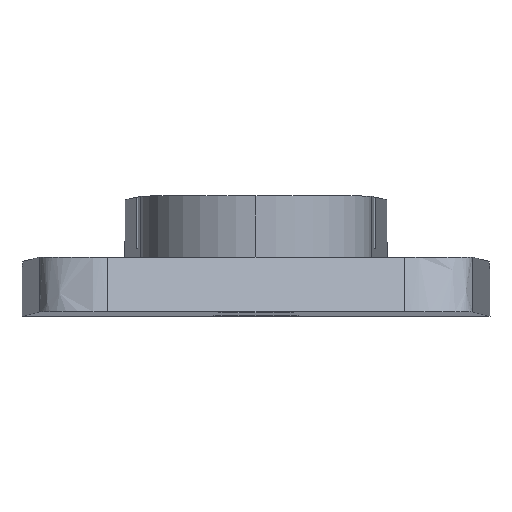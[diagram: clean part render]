
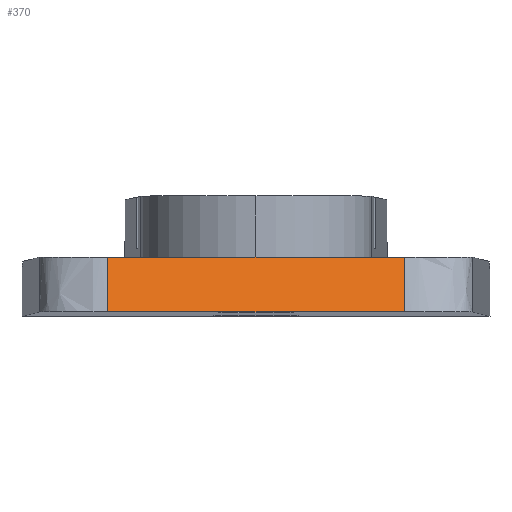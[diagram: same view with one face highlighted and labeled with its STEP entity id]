
A CAD part, top view. The second image highlights one B-rep face of the part: STEP entity #370.
In plain terms, the highlighted planar face has unit normal (0, 0.351, 0.936).
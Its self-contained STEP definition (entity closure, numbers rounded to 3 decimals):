
#4 = CARTESIAN_POINT ( 'NONE',  ( 10.877, 2.667, 90.998 ) ) ;
#53 = DIRECTION ( 'NONE',  ( 1., 0., 0. ) ) ;
#68 = CARTESIAN_POINT ( 'NONE',  ( 10.87, 0., 91.998 ) ) ;
#86 = ORIENTED_EDGE ( 'NONE', *, *, #719, .F. ) ;
#141 = DIRECTION ( 'NONE',  ( 0., -0.351, -0.936 ) ) ;
#154 = EDGE_CURVE ( 'NONE', #695, #917, #292, .T. ) ;
#165 = CARTESIAN_POINT ( 'NONE',  ( 10.88, 4., 90.498 ) ) ;
#180 = CARTESIAN_POINT ( 'NONE',  ( 10.87, 0., 91.998 ) ) ;
#208 = EDGE_LOOP ( 'NONE', ( #86, #830, #765, #881 ) ) ;
#263 = EDGE_CURVE ( 'NONE', #461, #695, #960, .T. ) ;
#292 = LINE ( 'NONE', #550, #431 ) ;
#315 = CARTESIAN_POINT ( 'NONE',  ( -10.88, 4., 90.498 ) ) ;
#353 = FACE_OUTER_BOUND ( 'NONE', #208, .T. ) ;
#364 = AXIS2_PLACEMENT_3D ( 'NONE', #729, #141, #842 ) ;
#370 = ADVANCED_FACE ( 'NONE', ( #353 ), #428, .F. ) ;
#412 = VECTOR ( 'NONE', #581, 1000. ) ;
#418 = CARTESIAN_POINT ( 'NONE',  ( -10.873, 1.333, 91.498 ) ) ;
#423 = CARTESIAN_POINT ( 'NONE',  ( -10.88, 4., 90.498 ) ) ;
#428 = PLANE ( 'NONE',  #364 ) ;
#431 = VECTOR ( 'NONE', #53, 1000. ) ;
#461 = VERTEX_POINT ( 'NONE', #423 ) ;
#487 = LINE ( 'NONE', #976, #412 ) ;
#502 = CARTESIAN_POINT ( 'NONE',  ( -10.87, 0., 91.998 ) ) ;
#543 = CARTESIAN_POINT ( 'NONE',  ( 10.873, 1.333, 91.498 ) ) ;
#550 = CARTESIAN_POINT ( 'NONE',  ( -15.85, 0., 91.998 ) ) ;
#581 = DIRECTION ( 'NONE',  ( 1., 0., 0. ) ) ;
#584 = EDGE_CURVE ( 'NONE', #917, #914, #899, .T. ) ;
#642 = CARTESIAN_POINT ( 'NONE',  ( -10.87, 0., 91.998 ) ) ;
#695 = VERTEX_POINT ( 'NONE', #502 ) ;
#713 = CARTESIAN_POINT ( 'NONE',  ( -10.877, 2.667, 90.998 ) ) ;
#719 = EDGE_CURVE ( 'NONE', #461, #914, #487, .T. ) ;
#729 = CARTESIAN_POINT ( 'NONE',  ( -17.15, 0., 91.998 ) ) ;
#765 = ORIENTED_EDGE ( 'NONE', *, *, #154, .T. ) ;
#808 = CARTESIAN_POINT ( 'NONE',  ( 10.88, 4., 90.498 ) ) ;
#830 = ORIENTED_EDGE ( 'NONE', *, *, #263, .T. ) ;
#842 = DIRECTION ( 'NONE',  ( 0., 0.936, -0.351 ) ) ;
#881 = ORIENTED_EDGE ( 'NONE', *, *, #584, .T. ) ;
#899 = B_SPLINE_CURVE_WITH_KNOTS ( 'NONE', 3,
 ( #68, #543, #4, #165 ),
 .UNSPECIFIED., .F., .F.,
 ( 4, 4 ),
 ( 0., 1. ),
 .UNSPECIFIED. ) ;
#914 = VERTEX_POINT ( 'NONE', #808 ) ;
#917 = VERTEX_POINT ( 'NONE', #180 ) ;
#960 = B_SPLINE_CURVE_WITH_KNOTS ( 'NONE', 3,
 ( #315, #713, #418, #642 ),
 .UNSPECIFIED., .F., .F.,
 ( 4, 4 ),
 ( 0., 1. ),
 .UNSPECIFIED. ) ;
#976 = CARTESIAN_POINT ( 'NONE',  ( -17.15, 4., 90.498 ) ) ;
